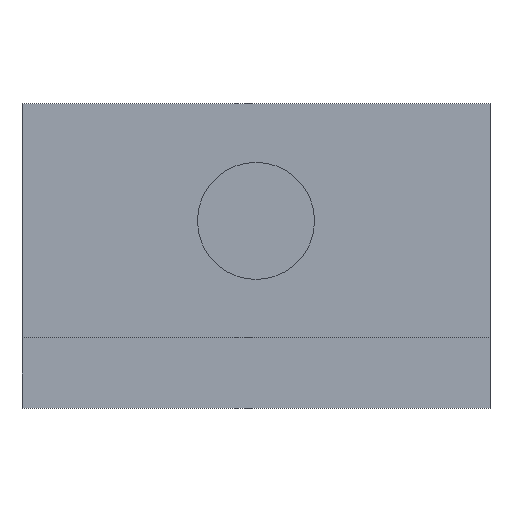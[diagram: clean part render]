
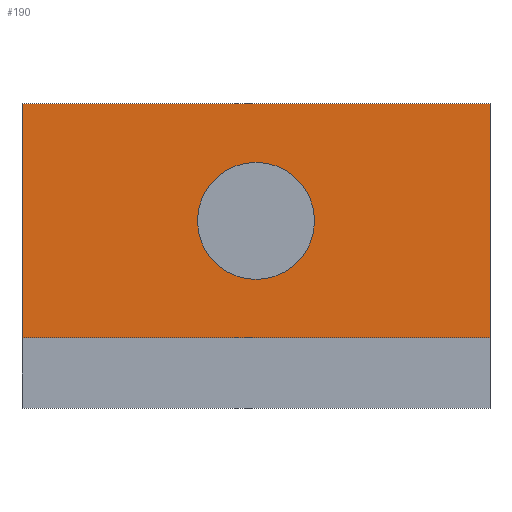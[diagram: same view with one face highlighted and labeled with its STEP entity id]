
A CAD part, front view. The second image highlights one B-rep face of the part: STEP entity #190.
In plain terms, the highlighted planar face has unit normal (0, -1, 0).
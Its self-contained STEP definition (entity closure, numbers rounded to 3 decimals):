
#15=FACE_BOUND('',#44,.T.);
#21=PLANE('',#205);
#32=FACE_OUTER_BOUND('',#43,.T.);
#43=EDGE_LOOP('',(#156,#157,#158,#159));
#44=EDGE_LOOP('',(#160));
#62=LINE('',#294,#84);
#63=LINE('',#297,#85);
#64=LINE('',#299,#86);
#65=LINE('',#300,#87);
#84=VECTOR('',#241,10.);
#85=VECTOR('',#244,10.);
#86=VECTOR('',#245,10.);
#87=VECTOR('',#246,10.);
#93=CIRCLE('',#198,0.5);
#95=VERTEX_POINT('',#262);
#105=VERTEX_POINT('',#290);
#106=VERTEX_POINT('',#292);
#107=VERTEX_POINT('',#296);
#108=VERTEX_POINT('',#298);
#111=EDGE_CURVE('',#95,#95,#93,.T.);
#126=EDGE_CURVE('',#105,#106,#62,.T.);
#127=EDGE_CURVE('',#107,#105,#63,.T.);
#128=EDGE_CURVE('',#108,#106,#64,.T.);
#129=EDGE_CURVE('',#107,#108,#65,.T.);
#156=ORIENTED_EDGE('',*,*,#127,.T.);
#157=ORIENTED_EDGE('',*,*,#126,.T.);
#158=ORIENTED_EDGE('',*,*,#128,.F.);
#159=ORIENTED_EDGE('',*,*,#129,.F.);
#160=ORIENTED_EDGE('',*,*,#111,.T.);
#190=ADVANCED_FACE('',(#32,#15),#21,.T.);
#198=AXIS2_PLACEMENT_3D('',#263,#214,#215);
#205=AXIS2_PLACEMENT_3D('',#295,#242,#243);
#214=DIRECTION('center_axis',(0.,1.,0.));
#215=DIRECTION('ref_axis',(1.,0.,0.));
#241=DIRECTION('',(1.,0.,0.));
#242=DIRECTION('center_axis',(0.,-1.,0.));
#243=DIRECTION('ref_axis',(0.,0.,-1.));
#244=DIRECTION('',(0.,0.,-1.));
#245=DIRECTION('',(0.,0.,-1.));
#246=DIRECTION('',(1.,0.,0.));
#262=CARTESIAN_POINT('',(22.5,-0.3,8.));
#263=CARTESIAN_POINT('Origin',(23.,-0.3,8.));
#290=CARTESIAN_POINT('',(21.,-0.3,7.));
#292=CARTESIAN_POINT('',(25.,-0.3,7.));
#294=CARTESIAN_POINT('',(21.,-0.3,7.));
#295=CARTESIAN_POINT('Origin',(21.,-0.3,9.));
#296=CARTESIAN_POINT('',(21.,-0.3,9.));
#297=CARTESIAN_POINT('',(21.,-0.3,9.));
#298=CARTESIAN_POINT('',(25.,-0.3,9.));
#299=CARTESIAN_POINT('',(25.,-0.3,9.));
#300=CARTESIAN_POINT('',(21.,-0.3,9.));
